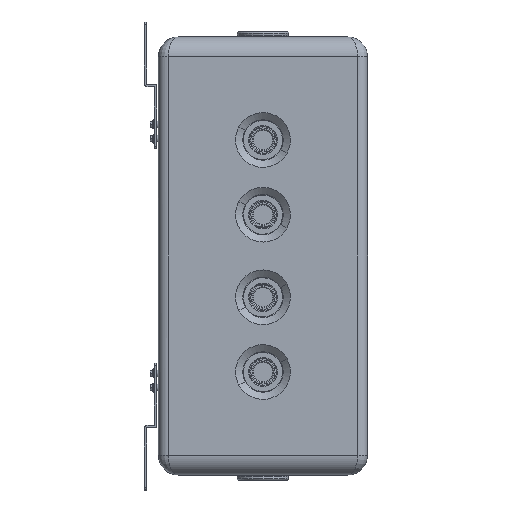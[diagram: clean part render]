
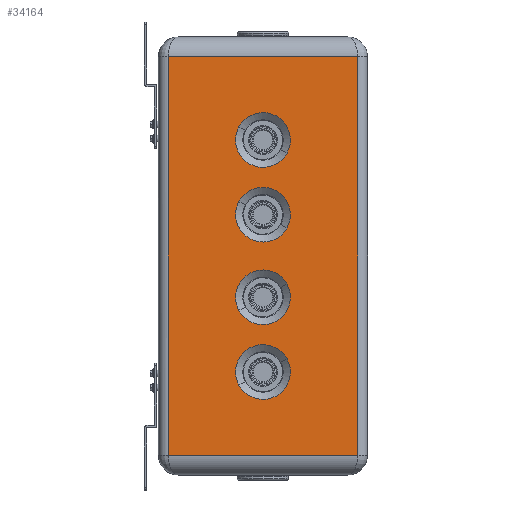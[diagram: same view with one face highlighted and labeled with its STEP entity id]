
A CAD part, front view. The second image highlights one B-rep face of the part: STEP entity #34164.
In plain terms, the highlighted planar face has unit normal (0, -1, 0).
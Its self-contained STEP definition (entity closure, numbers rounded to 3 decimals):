
#32858=CARTESIAN_POINT('Vertex',(190.,-210.,400.)) ;
#33163=CARTESIAN_POINT('Vertex',(-190.,-210.,400.)) ;
#33200=CARTESIAN_POINT('Line Origine',(0.,-210.,400.)) ;
#33604=CARTESIAN_POINT('Vertex',(190.,-210.,-400.)) ;
#33641=CARTESIAN_POINT('Line Origine',(190.,-210.,0.)) ;
#33973=CARTESIAN_POINT('Vertex',(-190.,-210.,-400.)) ;
#34010=CARTESIAN_POINT('Line Origine',(0.,-210.,-400.)) ;
#34069=CARTESIAN_POINT('Line Origine',(-190.,-210.,0.)) ;
#34081=CARTESIAN_POINT('Axis2P3D Location',(0.,-210.,0.)) ;
#34092=CARTESIAN_POINT('Axis2P3D Location',(0.,-210.,-83.)) ;
#34096=CARTESIAN_POINT('Vertex',(48.267,-210.,-56.632)) ;
#34098=CARTESIAN_POINT('Vertex',(-48.267,-210.,-109.368)) ;
#34101=CARTESIAN_POINT('Axis2P3D Location',(0.,-210.,-83.)) ;
#34110=CARTESIAN_POINT('Axis2P3D Location',(0.,-210.,83.)) ;
#34114=CARTESIAN_POINT('Vertex',(-48.267,-210.,109.368)) ;
#34116=CARTESIAN_POINT('Vertex',(48.267,-210.,56.632)) ;
#34119=CARTESIAN_POINT('Axis2P3D Location',(0.,-210.,83.)) ;
#34128=CARTESIAN_POINT('Axis2P3D Location',(0.,-210.,233.)) ;
#34132=CARTESIAN_POINT('Vertex',(-48.267,-210.,259.368)) ;
#34134=CARTESIAN_POINT('Vertex',(48.267,-210.,206.632)) ;
#34137=CARTESIAN_POINT('Axis2P3D Location',(0.,-210.,233.)) ;
#34146=CARTESIAN_POINT('Axis2P3D Location',(0.,-210.,-233.)) ;
#34150=CARTESIAN_POINT('Vertex',(48.267,-210.,-206.632)) ;
#34152=CARTESIAN_POINT('Vertex',(-48.267,-210.,-259.368)) ;
#34155=CARTESIAN_POINT('Axis2P3D Location',(0.,-210.,-233.)) ;
#33202=VECTOR('Line Direction',#33201,1.) ;
#33643=VECTOR('Line Direction',#33642,1.) ;
#34012=VECTOR('Line Direction',#34011,1.) ;
#34071=VECTOR('Line Direction',#34070,1.) ;
#33201=DIRECTION('Vector Direction',(-1.,0.,0.)) ;
#33642=DIRECTION('Vector Direction',(0.,0.,1.)) ;
#34011=DIRECTION('Vector Direction',(1.,0.,0.)) ;
#34070=DIRECTION('Vector Direction',(0.,0.,-1.)) ;
#34082=DIRECTION('Axis2P3D Direction',(0.,1.,0.)) ;
#34083=DIRECTION('Axis2P3D XDirection',(-1.,0.,0.)) ;
#34093=DIRECTION('Axis2P3D Direction',(0.,1.,0.)) ;
#34102=DIRECTION('Axis2P3D Direction',(0.,1.,0.)) ;
#34111=DIRECTION('Axis2P3D Direction',(0.,1.,0.)) ;
#34120=DIRECTION('Axis2P3D Direction',(0.,1.,0.)) ;
#34129=DIRECTION('Axis2P3D Direction',(0.,1.,0.)) ;
#34138=DIRECTION('Axis2P3D Direction',(0.,1.,0.)) ;
#34147=DIRECTION('Axis2P3D Direction',(0.,1.,0.)) ;
#34156=DIRECTION('Axis2P3D Direction',(0.,1.,0.)) ;
#34084=AXIS2_PLACEMENT_3D('Plane Axis2P3D',#34081,#34082,#34083) ;
#34094=AXIS2_PLACEMENT_3D('Circle Axis2P3D',#34092,#34093,$) ;
#34103=AXIS2_PLACEMENT_3D('Circle Axis2P3D',#34101,#34102,$) ;
#34112=AXIS2_PLACEMENT_3D('Circle Axis2P3D',#34110,#34111,$) ;
#34121=AXIS2_PLACEMENT_3D('Circle Axis2P3D',#34119,#34120,$) ;
#34130=AXIS2_PLACEMENT_3D('Circle Axis2P3D',#34128,#34129,$) ;
#34139=AXIS2_PLACEMENT_3D('Circle Axis2P3D',#34137,#34138,$) ;
#34148=AXIS2_PLACEMENT_3D('Circle Axis2P3D',#34146,#34147,$) ;
#34157=AXIS2_PLACEMENT_3D('Circle Axis2P3D',#34155,#34156,$) ;
#33203=LINE('Line',#33200,#33202) ;
#33644=LINE('Line',#33641,#33643) ;
#34013=LINE('Line',#34010,#34012) ;
#34072=LINE('Line',#34069,#34071) ;
#34095=CIRCLE('generated circle',#34094,55.) ;
#34104=CIRCLE('generated circle',#34103,55.) ;
#34113=CIRCLE('generated circle',#34112,55.) ;
#34122=CIRCLE('generated circle',#34121,55.) ;
#34131=CIRCLE('generated circle',#34130,55.) ;
#34140=CIRCLE('generated circle',#34139,55.) ;
#34149=CIRCLE('generated circle',#34148,55.) ;
#34158=CIRCLE('generated circle',#34157,55.) ;
#34085=PLANE('',#34084) ;
#34109=FACE_BOUND('',#34106,.T.) ;
#34127=FACE_BOUND('',#34124,.T.) ;
#34145=FACE_BOUND('',#34142,.T.) ;
#34163=FACE_BOUND('',#34160,.T.) ;
#33204=EDGE_CURVE('',#32859,#33164,#33203,.T.) ;
#33645=EDGE_CURVE('',#33605,#32859,#33644,.T.) ;
#34014=EDGE_CURVE('',#33974,#33605,#34013,.T.) ;
#34073=EDGE_CURVE('',#33164,#33974,#34072,.T.) ;
#34100=EDGE_CURVE('',#34097,#34099,#34095,.F.) ;
#34105=EDGE_CURVE('',#34099,#34097,#34104,.F.) ;
#34118=EDGE_CURVE('',#34115,#34117,#34113,.T.) ;
#34123=EDGE_CURVE('',#34117,#34115,#34122,.T.) ;
#34136=EDGE_CURVE('',#34133,#34135,#34131,.T.) ;
#34141=EDGE_CURVE('',#34135,#34133,#34140,.T.) ;
#34154=EDGE_CURVE('',#34151,#34153,#34149,.F.) ;
#34159=EDGE_CURVE('',#34153,#34151,#34158,.F.) ;
#34087=ORIENTED_EDGE('',*,*,#34014,.T.) ;
#34088=ORIENTED_EDGE('',*,*,#33645,.T.) ;
#34089=ORIENTED_EDGE('',*,*,#33204,.T.) ;
#34090=ORIENTED_EDGE('',*,*,#34073,.T.) ;
#34107=ORIENTED_EDGE('',*,*,#34100,.F.) ;
#34108=ORIENTED_EDGE('',*,*,#34105,.F.) ;
#34125=ORIENTED_EDGE('',*,*,#34118,.T.) ;
#34126=ORIENTED_EDGE('',*,*,#34123,.T.) ;
#34143=ORIENTED_EDGE('',*,*,#34136,.T.) ;
#34144=ORIENTED_EDGE('',*,*,#34141,.T.) ;
#34161=ORIENTED_EDGE('',*,*,#34154,.F.) ;
#34162=ORIENTED_EDGE('',*,*,#34159,.F.) ;
#34086=EDGE_LOOP('',(#34087,#34088,#34089,#34090)) ;
#34106=EDGE_LOOP('',(#34107,#34108)) ;
#34124=EDGE_LOOP('',(#34125,#34126)) ;
#34142=EDGE_LOOP('',(#34143,#34144)) ;
#34160=EDGE_LOOP('',(#34161,#34162)) ;
#32859=VERTEX_POINT('',#32858) ;
#33164=VERTEX_POINT('',#33163) ;
#33605=VERTEX_POINT('',#33604) ;
#33974=VERTEX_POINT('',#33973) ;
#34097=VERTEX_POINT('',#34096) ;
#34099=VERTEX_POINT('',#34098) ;
#34115=VERTEX_POINT('',#34114) ;
#34117=VERTEX_POINT('',#34116) ;
#34133=VERTEX_POINT('',#34132) ;
#34135=VERTEX_POINT('',#34134) ;
#34151=VERTEX_POINT('',#34150) ;
#34153=VERTEX_POINT('',#34152) ;
#34164=ADVANCED_FACE('PartBody',(#34091,#34109,#34127,#34145,#34163),#34085,.F.) ;
#34091=FACE_OUTER_BOUND('',#34086,.T.) ;
